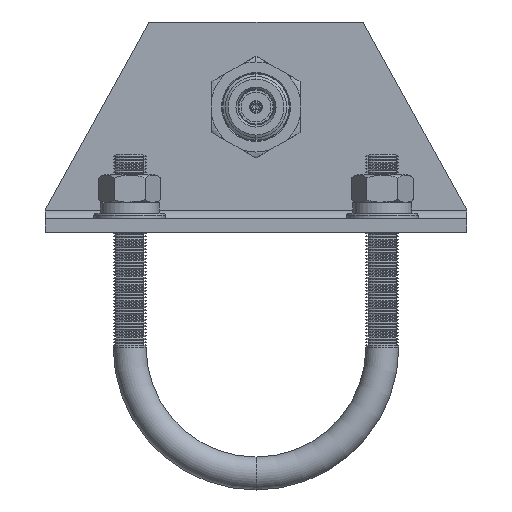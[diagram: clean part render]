
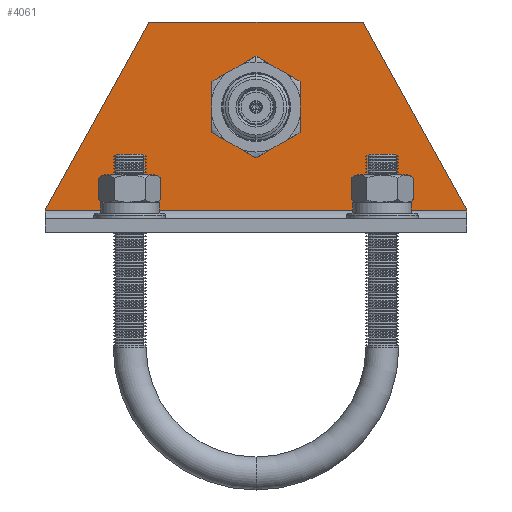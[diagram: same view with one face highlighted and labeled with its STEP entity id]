
A CAD part, front view. The second image highlights one B-rep face of the part: STEP entity #4061.
In plain terms, the highlighted face is planar.
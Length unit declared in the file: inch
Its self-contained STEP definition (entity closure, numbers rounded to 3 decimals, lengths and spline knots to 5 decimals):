
#526 = DIRECTION ( 'NONE',  ( 1., 0., 0. ) ) ;
#2183 = DIRECTION ( 'NONE',  ( -1., 0., 0. ) ) ;
#2395 = DIRECTION ( 'NONE',  ( 0., 0., 1. ) ) ;
#3000 = LINE ( 'NONE', #4956, #15960 ) ;
#3038 = DIRECTION ( 'NONE',  ( 0., -1., 0. ) ) ;
#3289 = DIRECTION ( 'NONE',  ( 0., 0., 1. ) ) ;
#3303 = FACE_BOUND ( 'NONE', #26312, .T. ) ;
#3502 = AXIS2_PLACEMENT_3D ( 'NONE', #10204, #27122, #12627 ) ;
#3714 = CARTESIAN_POINT ( 'NONE',  ( -0.127, -1.9685, -0.21177 ) ) ;
#3869 = EDGE_CURVE ( 'NONE', #29195, #19916, #4870, .T. ) ;
#4061 = ADVANCED_FACE ( 'NONE', ( #3303, #9805 ), #27088, .F. ) ;
#4847 = EDGE_CURVE ( 'NONE', #21697, #25467, #17075, .T. ) ;
#4870 = CIRCLE ( 'NONE', #11969, 0.3225 ) ;
#4956 = CARTESIAN_POINT ( 'NONE',  ( -0.127, 1.9685, -1.965 ) ) ;
#5187 = CARTESIAN_POINT ( 'NONE',  ( -0.127, 1., -1.965 ) ) ;
#5806 = CARTESIAN_POINT ( 'NONE',  ( -0.127, -1., -1.965 ) ) ;
#6315 = ORIENTED_EDGE ( 'NONE', *, *, #19177, .F. ) ;
#6639 = EDGE_CURVE ( 'NONE', #25467, #24768, #3000, .T. ) ;
#7066 = ORIENTED_EDGE ( 'NONE', *, *, #3869, .F. ) ;
#7305 = DIRECTION ( 'NONE',  ( 0., -1., 0. ) ) ;
#8998 = DIRECTION ( 'NONE',  ( 0., 0.484, 0.875 ) ) ;
#9805 = FACE_OUTER_BOUND ( 'NONE', #12360, .T. ) ;
#9847 = EDGE_CURVE ( 'NONE', #19916, #29195, #18863, .T. ) ;
#9892 = EDGE_CURVE ( 'NONE', #21697, #17680, #30273, .T. ) ;
#10204 = CARTESIAN_POINT ( 'NONE',  ( -0.127, 0., -1.1705 ) ) ;
#10316 = VECTOR ( 'NONE', #8998, 39.37008 ) ;
#11969 = AXIS2_PLACEMENT_3D ( 'NONE', #16754, #2183, #19143 ) ;
#12360 = EDGE_LOOP ( 'NONE', ( #27916, #25260, #16193, #6315, #29449, #23042 ) ) ;
#12627 = DIRECTION ( 'NONE',  ( 0., 0., -1. ) ) ;
#12646 = LINE ( 'NONE', #26678, #18337 ) ;
#14906 = CARTESIAN_POINT ( 'NONE',  ( -0.127, 0., -1.493 ) ) ;
#14979 = VECTOR ( 'NONE', #3289, 39.37008 ) ;
#15145 = CARTESIAN_POINT ( 'NONE',  ( -0.127, 1.9685, -1.965 ) ) ;
#15757 = VERTEX_POINT ( 'NONE', #25529 ) ;
#15960 = VECTOR ( 'NONE', #2395, 39.37008 ) ;
#16191 = CARTESIAN_POINT ( 'NONE',  ( -0.127, 1., -1.965 ) ) ;
#16193 = ORIENTED_EDGE ( 'NONE', *, *, #19978, .T. ) ;
#16754 = CARTESIAN_POINT ( 'NONE',  ( -0.127, 0., -1.1705 ) ) ;
#17075 = LINE ( 'NONE', #16191, #10316 ) ;
#17291 = LINE ( 'NONE', #28921, #30217 ) ;
#17539 = DIRECTION ( 'NONE',  ( 0., 0., -1. ) ) ;
#17680 = VERTEX_POINT ( 'NONE', #5806 ) ;
#18337 = VECTOR ( 'NONE', #29124, 39.37008 ) ;
#18863 = CIRCLE ( 'NONE', #3502, 0.3225 ) ;
#19143 = DIRECTION ( 'NONE',  ( 0., 0., -1. ) ) ;
#19177 = EDGE_CURVE ( 'NONE', #24768, #15757, #17291, .T. ) ;
#19875 = CARTESIAN_POINT ( 'NONE',  ( -0.127, 1.9685, -1.965 ) ) ;
#19916 = VERTEX_POINT ( 'NONE', #14906 ) ;
#19978 = EDGE_CURVE ( 'NONE', #29483, #15757, #21394, .T. ) ;
#21394 = LINE ( 'NONE', #25144, #14979 ) ;
#21697 = VERTEX_POINT ( 'NONE', #5187 ) ;
#23042 = ORIENTED_EDGE ( 'NONE', *, *, #4847, .F. ) ;
#24126 = ORIENTED_EDGE ( 'NONE', *, *, #9847, .F. ) ;
#24768 = VERTEX_POINT ( 'NONE', #25416 ) ;
#25053 = EDGE_CURVE ( 'NONE', #29483, #17680, #12646, .T. ) ;
#25144 = CARTESIAN_POINT ( 'NONE',  ( -0.127, -1.9685, -1.965 ) ) ;
#25260 = ORIENTED_EDGE ( 'NONE', *, *, #25053, .F. ) ;
#25416 = CARTESIAN_POINT ( 'NONE',  ( -0.127, 1.9685, -0.2 ) ) ;
#25467 = VERTEX_POINT ( 'NONE', #30401 ) ;
#25529 = CARTESIAN_POINT ( 'NONE',  ( -0.127, -1.9685, -0.2 ) ) ;
#26312 = EDGE_LOOP ( 'NONE', ( #24126, #7066 ) ) ;
#26327 = CARTESIAN_POINT ( 'NONE',  ( -0.127, 0., -0.848 ) ) ;
#26678 = CARTESIAN_POINT ( 'NONE',  ( -0.127, -1., -1.965 ) ) ;
#27088 = PLANE ( 'NONE',  #30840 ) ;
#27122 = DIRECTION ( 'NONE',  ( -1., 0., 0. ) ) ;
#27916 = ORIENTED_EDGE ( 'NONE', *, *, #9892, .T. ) ;
#28921 = CARTESIAN_POINT ( 'NONE',  ( -0.127, 1.9685, -0.2 ) ) ;
#29124 = DIRECTION ( 'NONE',  ( 0., 0.484, -0.875 ) ) ;
#29195 = VERTEX_POINT ( 'NONE', #26327 ) ;
#29449 = ORIENTED_EDGE ( 'NONE', *, *, #6639, .F. ) ;
#29483 = VERTEX_POINT ( 'NONE', #3714 ) ;
#29485 = VECTOR ( 'NONE', #3038, 39.37008 ) ;
#30217 = VECTOR ( 'NONE', #7305, 39.37008 ) ;
#30273 = LINE ( 'NONE', #19875, #29485 ) ;
#30401 = CARTESIAN_POINT ( 'NONE',  ( -0.127, 1.9685, -0.21177 ) ) ;
#30840 = AXIS2_PLACEMENT_3D ( 'NONE', #15145, #526, #17539 ) ;
